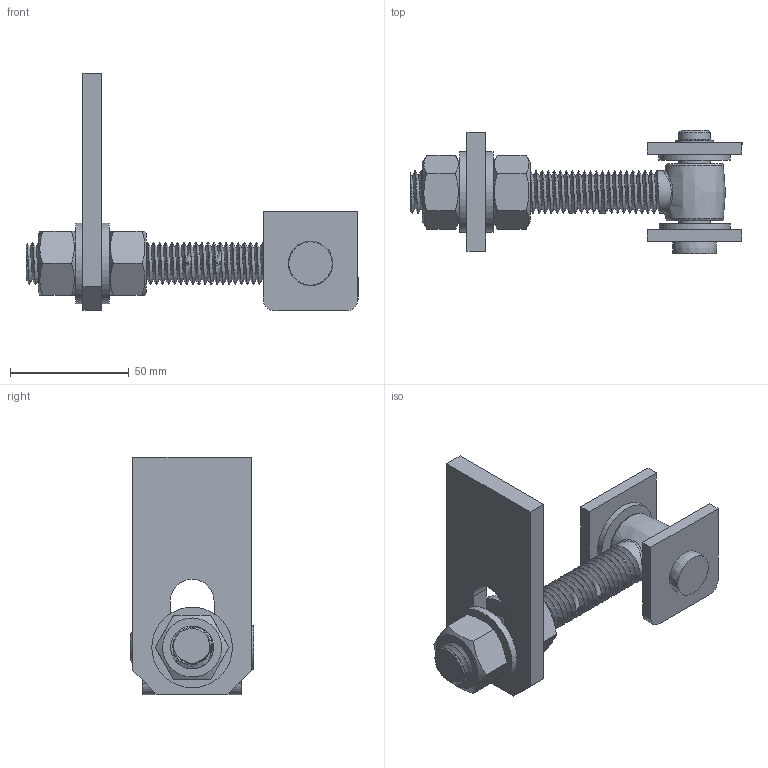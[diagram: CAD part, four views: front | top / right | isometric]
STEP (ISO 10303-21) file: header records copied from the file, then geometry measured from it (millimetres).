
FILE_DESCRIPTION(/* description */ (''),/* implementation_level */ '2;1');
FILE_NAME(/* name */ '25184SO.stp',/* time_stamp */ '2019-08-05T14:33:26+02:00',/* author */ ('LIONEL'),/* organization */ (''),/* preprocessor_version */ 'ST-DEVELOPER v17.2',/* originating_system */ 'Autodesk Inventor 2019',/* authorisation */ '');
FILE_SCHEMA (('AUTOMOTIVE_DESIGN { 1 0 10303 214 3 1 1 }'));
Length unit declared in the file: millimetre
Products named in the file (9): 25184SO; 25184SO-3; 25184SO-2; 25184SO-1; 25184SO-4; 25184SO-7; 25163-4; DIN 125 - A 19; ISO 4032 - M18
Assembly tree (12 placements, depth 2):
  25184SO
    25184SO-3
    25184SO-2  x2
    25184SO-1
    25184SO-4
    25184SO-7  x2
    25163-4
    DIN 125 - A 19  x2
    ISO 4032 - M18  x2
Bounding box: 140 x 52 x 100.25 mm (x, y, z)
Volume: 108211.7 mm3; surface area: 49598.5 mm2
Topology: 12 solids, 12 shells, 157 faces, 396 edges, 267 vertices
Faces by surface type: cylinder 78, plane 59, cone 12, bspline 5, torus 3
Full cylindrical faces by diameter (mm): 1.5 x2, 12 x1, 13.4 x2, 14 x3, 14.5 x2, 15.294 x2, 18 x44, 19 x2, 30 x2, 34 x2
Entity records: 11837 total; most frequent: CARTESIAN_POINT 8434, ORIENTED_EDGE 662, DIRECTION 615, EDGE_CURVE 331, AXIS2_PLACEMENT_3D 244, VERTEX_POINT 224, EDGE_LOOP 147, LINE 127
